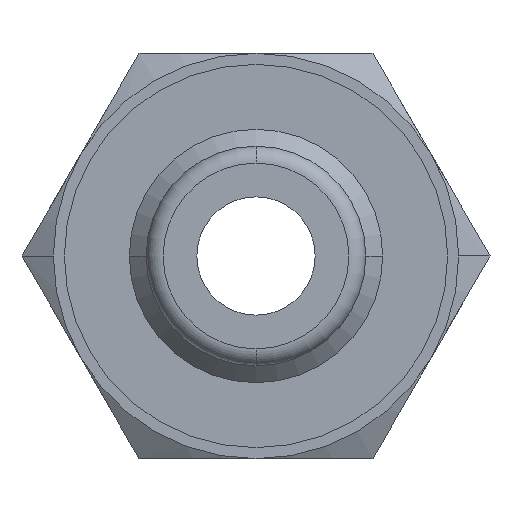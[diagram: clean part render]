
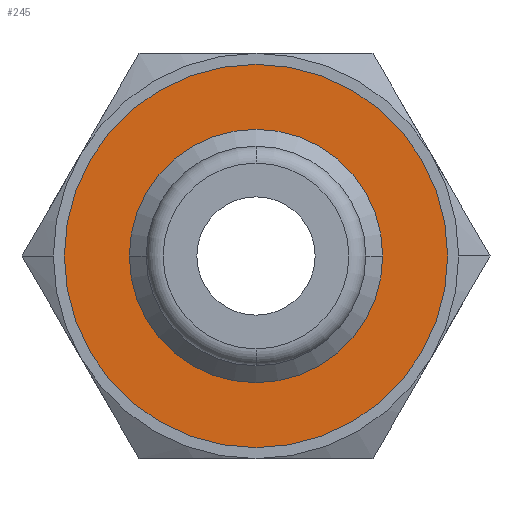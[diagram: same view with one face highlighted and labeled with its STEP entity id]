
A CAD part, front view. The second image highlights one B-rep face of the part: STEP entity #245.
In plain terms, the highlighted planar face has unit normal (0, -1, 0).
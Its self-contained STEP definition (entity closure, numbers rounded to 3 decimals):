
#245=ADVANCED_FACE('',(#498,#499),#500,.T.);
#498=FACE_OUTER_BOUND('',#747,.T.);
#499=FACE_BOUND('',#748,.T.);
#500=PLANE('',#749);
#747=EDGE_LOOP('',(#1355,#1356));
#748=EDGE_LOOP('',(#1357,#1358));
#749=AXIS2_PLACEMENT_3D('',#1359,#1360,#1361);
#1355=ORIENTED_EDGE('',*,*,#1453,.T.);
#1356=ORIENTED_EDGE('',*,*,#1548,.T.);
#1357=ORIENTED_EDGE('',*,*,#1582,.F.);
#1358=ORIENTED_EDGE('',*,*,#1626,.F.);
#1359=CARTESIAN_POINT('',(0.0,21.5,0.0));
#1360=DIRECTION('',(0.0,-1.0,0.0));
#1361=DIRECTION('',(-1.0,0.0,0.0));
#1453=EDGE_CURVE('',#1729,#1734,#1736,.T.);
#1548=EDGE_CURVE('',#1734,#1729,#1874,.T.);
#1582=EDGE_CURVE('',#1910,#1908,#1912,.T.);
#1626=EDGE_CURVE('',#1908,#1910,#1959,.T.);
#1729=VERTEX_POINT('',#2120);
#1734=VERTEX_POINT('',#2126);
#1736=CIRCLE('',#2129,11.35);
#1874=CIRCLE('',#2454,11.35);
#1908=VERTEX_POINT('',#2518);
#1910=VERTEX_POINT('',#2521);
#1912=CIRCLE('',#2524,7.5);
#1959=CIRCLE('',#2608,7.5);
#2120=CARTESIAN_POINT('',(11.35,21.5,0.0));
#2126=CARTESIAN_POINT('',(-11.35,21.5,0.));
#2129=AXIS2_PLACEMENT_3D('',#2710,#2711,#2712);
#2454=AXIS2_PLACEMENT_3D('',#2837,#2838,#2839);
#2518=CARTESIAN_POINT('',(7.5,21.5,0.));
#2521=CARTESIAN_POINT('',(-7.5,21.5,0.));
#2524=AXIS2_PLACEMENT_3D('',#2877,#2878,#2879);
#2608=AXIS2_PLACEMENT_3D('',#2917,#2918,#2919);
#2710=CARTESIAN_POINT('',(0.0,21.5,0.0));
#2711=DIRECTION('',(0.0,-1.0,0.0));
#2712=DIRECTION('',(1.0,0.0,0.0));
#2837=CARTESIAN_POINT('',(0.0,21.5,0.0));
#2838=DIRECTION('',(0.0,-1.0,0.0));
#2839=DIRECTION('',(1.0,0.0,0.0));
#2877=CARTESIAN_POINT('',(0.0,21.5,0.0));
#2878=DIRECTION('',(0.0,-1.0,0.0));
#2879=DIRECTION('',(1.0,0.0,0.0));
#2917=CARTESIAN_POINT('',(0.0,21.5,0.0));
#2918=DIRECTION('',(0.0,-1.0,0.0));
#2919=DIRECTION('',(1.0,0.0,0.0));
